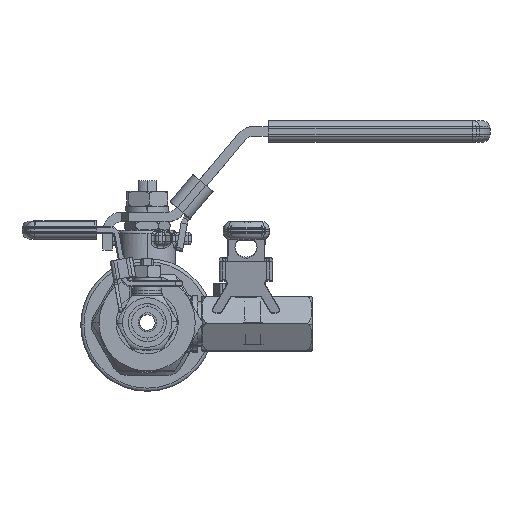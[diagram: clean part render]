
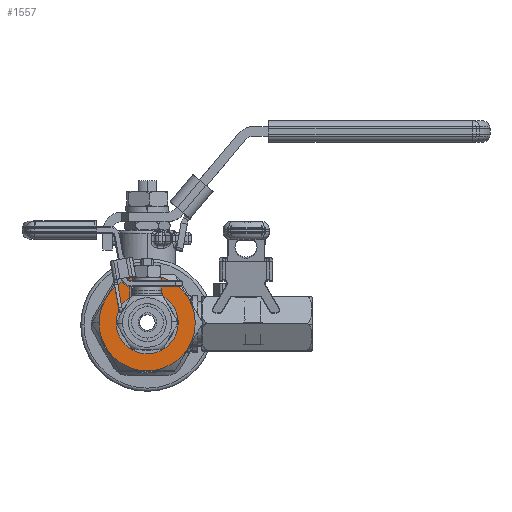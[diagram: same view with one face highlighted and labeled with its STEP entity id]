
A CAD part, top view. The second image highlights one B-rep face of the part: STEP entity #1557.
In plain terms, the highlighted planar face has unit normal (0, 0, 1).
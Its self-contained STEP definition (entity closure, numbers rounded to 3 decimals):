
#643 = DIRECTION ( 'NONE',  ( 0., 0., 1. ) ) ;
#1557 = ADVANCED_FACE ( 'NONE', ( #17403, #2444 ), #3109, .T. ) ;
#2405 = AXIS2_PLACEMENT_3D ( 'NONE', #51789, #643, #35878 ) ;
#2444 = FACE_OUTER_BOUND ( 'NONE', #41504, .T. ) ;
#3109 = PLANE ( 'NONE',  #15937 ) ;
#5020 = DIRECTION ( 'NONE',  ( 0., 0., -1. ) ) ;
#5177 = ORIENTED_EDGE ( 'NONE', *, *, #21518, .T. ) ;
#5643 = CIRCLE ( 'NONE', #2405, 15.2 ) ;
#6067 = AXIS2_PLACEMENT_3D ( 'NONE', #23319, #43983, #58911 ) ;
#6978 = DIRECTION ( 'NONE',  ( 1., 0., 0. ) ) ;
#7126 = CARTESIAN_POINT ( 'NONE',  ( -9.8, 0., 23.5 ) ) ;
#7198 = ORIENTED_EDGE ( 'NONE', *, *, #63209, .F. ) ;
#10179 = VERTEX_POINT ( 'NONE', #7126 ) ;
#10215 = VERTEX_POINT ( 'NONE', #43732 ) ;
#10837 = ORIENTED_EDGE ( 'NONE', *, *, #65130, .T. ) ;
#10954 = EDGE_CURVE ( 'NONE', #48068, #32127, #23681, .T. ) ;
#12509 = VERTEX_POINT ( 'NONE', #24711 ) ;
#12792 = EDGE_LOOP ( 'NONE', ( #49868, #7198 ) ) ;
#13332 = AXIS2_PLACEMENT_3D ( 'NONE', #22272, #26329, #6978 ) ;
#15030 = DIRECTION ( 'NONE',  ( 1., 0., 0. ) ) ;
#15103 = DIRECTION ( 'NONE',  ( 0., 0., 1. ) ) ;
#15305 = CARTESIAN_POINT ( 'NONE',  ( 0., 0., 23.5 ) ) ;
#15649 = DIRECTION ( 'NONE',  ( 1., 0., 0. ) ) ;
#15914 = CARTESIAN_POINT ( 'NONE',  ( 0., 0., 23.5 ) ) ;
#15937 = AXIS2_PLACEMENT_3D ( 'NONE', #28217, #44123, #23787 ) ;
#17070 = ORIENTED_EDGE ( 'NONE', *, *, #39518, .T. ) ;
#17332 = DIRECTION ( 'NONE',  ( 0., 0., 1. ) ) ;
#17403 = FACE_BOUND ( 'NONE', #12792, .T. ) ;
#19548 = DIRECTION ( 'NONE',  ( 1., 0., 0. ) ) ;
#19987 = DIRECTION ( 'NONE',  ( -1., 0., 0. ) ) ;
#20078 = CIRCLE ( 'NONE', #59049, 15.2 ) ;
#20091 = EDGE_CURVE ( 'NONE', #32127, #12509, #53838, .T. ) ;
#20828 = DIRECTION ( 'NONE',  ( 0., 0., 1. ) ) ;
#21518 = EDGE_CURVE ( 'NONE', #41431, #34931, #37019, .T. ) ;
#22076 = AXIS2_PLACEMENT_3D ( 'NONE', #15914, #36220, #40990 ) ;
#22272 = CARTESIAN_POINT ( 'NONE',  ( 0., 0., 23.5 ) ) ;
#23319 = CARTESIAN_POINT ( 'NONE',  ( 0., 0., 23.5 ) ) ;
#23681 = CIRCLE ( 'NONE', #48572, 15.2 ) ;
#23787 = DIRECTION ( 'NONE',  ( 1., 0., 0. ) ) ;
#23856 = CARTESIAN_POINT ( 'NONE',  ( -13.164, 7.6, 23.5 ) ) ;
#23932 = CARTESIAN_POINT ( 'NONE',  ( 0., 0., 23.5 ) ) ;
#24711 = CARTESIAN_POINT ( 'NONE',  ( -13.164, -7.6, 23.5 ) ) ;
#25195 = CARTESIAN_POINT ( 'NONE',  ( 0., 0., 23.5 ) ) ;
#26329 = DIRECTION ( 'NONE',  ( 0., 0., 1. ) ) ;
#26935 = ORIENTED_EDGE ( 'NONE', *, *, #37634, .F. ) ;
#28217 = CARTESIAN_POINT ( 'NONE',  ( 0., 0., 23.5 ) ) ;
#29609 = CIRCLE ( 'NONE', #13332, 9.8 ) ;
#32127 = VERTEX_POINT ( 'NONE', #61812 ) ;
#33940 = CIRCLE ( 'NONE', #22076, 15.2 ) ;
#34931 = VERTEX_POINT ( 'NONE', #37672 ) ;
#35183 = CARTESIAN_POINT ( 'NONE',  ( 0., 0., 23.5 ) ) ;
#35878 = DIRECTION ( 'NONE',  ( 1., 0., 0. ) ) ;
#36220 = DIRECTION ( 'NONE',  ( 0., 0., 1. ) ) ;
#36611 = CARTESIAN_POINT ( 'NONE',  ( 0., 0., 23.5 ) ) ;
#37019 = CIRCLE ( 'NONE', #63046, 15.2 ) ;
#37634 = EDGE_CURVE ( 'NONE', #48068, #55270, #41212, .T. ) ;
#37672 = CARTESIAN_POINT ( 'NONE',  ( 13.164, -7.6, 23.5 ) ) ;
#37978 = AXIS2_PLACEMENT_3D ( 'NONE', #35183, #5020, #19987 ) ;
#39044 = ORIENTED_EDGE ( 'NONE', *, *, #20091, .T. ) ;
#39237 = ORIENTED_EDGE ( 'NONE', *, *, #10954, .T. ) ;
#39518 = EDGE_CURVE ( 'NONE', #45664, #55270, #5643, .T. ) ;
#40076 = CARTESIAN_POINT ( 'NONE',  ( 0., 15.2, 23.5 ) ) ;
#40990 = DIRECTION ( 'NONE',  ( 1., 0., 0. ) ) ;
#41212 = CIRCLE ( 'NONE', #37978, 15.2 ) ;
#41431 = VERTEX_POINT ( 'NONE', #41894 ) ;
#41504 = EDGE_LOOP ( 'NONE', ( #10837, #17070, #26935, #39237, #39044, #56634, #5177 ) ) ;
#41894 = CARTESIAN_POINT ( 'NONE',  ( 0., -15.2, 23.5 ) ) ;
#43062 = DIRECTION ( 'NONE',  ( 1., 0., 0. ) ) ;
#43732 = CARTESIAN_POINT ( 'NONE',  ( 9.8, 0., 23.5 ) ) ;
#43983 = DIRECTION ( 'NONE',  ( 0., 0., 1. ) ) ;
#44123 = DIRECTION ( 'NONE',  ( 0., 0., 1. ) ) ;
#45664 = VERTEX_POINT ( 'NONE', #49845 ) ;
#48068 = VERTEX_POINT ( 'NONE', #23856 ) ;
#48572 = AXIS2_PLACEMENT_3D ( 'NONE', #25195, #20828, #15030 ) ;
#49845 = CARTESIAN_POINT ( 'NONE',  ( 13.164, 7.6, 23.5 ) ) ;
#49868 = ORIENTED_EDGE ( 'NONE', *, *, #65572, .F. ) ;
#51789 = CARTESIAN_POINT ( 'NONE',  ( 0., 0., 23.5 ) ) ;
#52590 = CIRCLE ( 'NONE', #6067, 9.8 ) ;
#53838 = CIRCLE ( 'NONE', #56028, 15.2 ) ;
#55270 = VERTEX_POINT ( 'NONE', #40076 ) ;
#56028 = AXIS2_PLACEMENT_3D ( 'NONE', #23932, #15103, #19548 ) ;
#56634 = ORIENTED_EDGE ( 'NONE', *, *, #63576, .T. ) ;
#58911 = DIRECTION ( 'NONE',  ( 1., 0., 0. ) ) ;
#59049 = AXIS2_PLACEMENT_3D ( 'NONE', #15305, #66858, #15649 ) ;
#61812 = CARTESIAN_POINT ( 'NONE',  ( -15.2, 0., 23.5 ) ) ;
#63046 = AXIS2_PLACEMENT_3D ( 'NONE', #36611, #17332, #43062 ) ;
#63209 = EDGE_CURVE ( 'NONE', #10215, #10179, #29609, .T. ) ;
#63576 = EDGE_CURVE ( 'NONE', #12509, #41431, #33940, .T. ) ;
#65130 = EDGE_CURVE ( 'NONE', #34931, #45664, #20078, .T. ) ;
#65572 = EDGE_CURVE ( 'NONE', #10179, #10215, #52590, .T. ) ;
#66858 = DIRECTION ( 'NONE',  ( 0., 0., 1. ) ) ;
